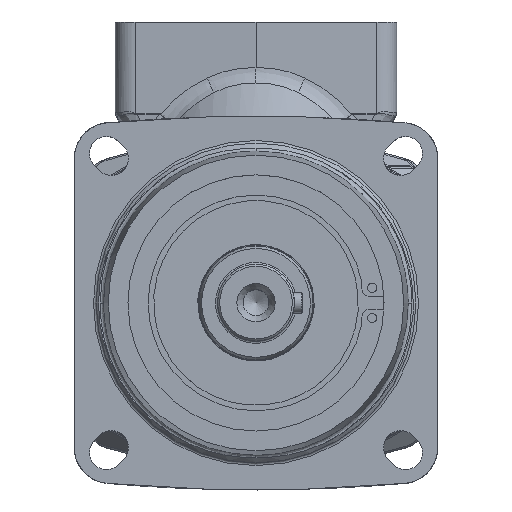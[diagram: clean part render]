
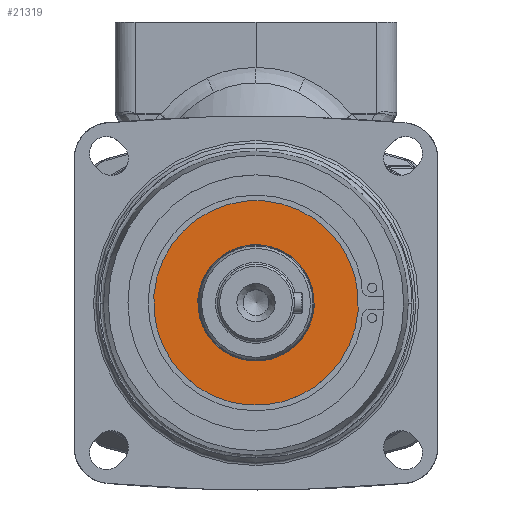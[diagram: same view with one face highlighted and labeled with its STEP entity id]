
A CAD part, top view. The second image highlights one B-rep face of the part: STEP entity #21319.
In plain terms, the highlighted planar face has unit normal (0, 0, 1).
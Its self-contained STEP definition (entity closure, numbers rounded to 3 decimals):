
#107=FACE_BOUND('',#4266,.T.);
#1127=PLANE('',#23172);
#2858=FACE_OUTER_BOUND('',#4265,.T.);
#4265=EDGE_LOOP('',(#16144));
#4266=EDGE_LOOP('',(#16145,#16146));
#7432=CIRCLE('',#23170,40.);
#7433=CIRCLE('',#23173,22.75);
#7434=CIRCLE('',#23174,22.75);
#8981=VERTEX_POINT('',#47408);
#8982=VERTEX_POINT('',#47414);
#8983=VERTEX_POINT('',#47415);
#11549=EDGE_CURVE('',#8981,#8981,#7432,.T.);
#11552=EDGE_CURVE('',#8982,#8983,#7433,.T.);
#11553=EDGE_CURVE('',#8983,#8982,#7434,.T.);
#16144=ORIENTED_EDGE('',*,*,#11549,.T.);
#16145=ORIENTED_EDGE('',*,*,#11552,.F.);
#16146=ORIENTED_EDGE('',*,*,#11553,.F.);
#21319=ADVANCED_FACE('',(#2858,#107),#1127,.T.);
#23170=AXIS2_PLACEMENT_3D('',#47409,#26773,#26774);
#23172=AXIS2_PLACEMENT_3D('',#47413,#26779,#26780);
#23173=AXIS2_PLACEMENT_3D('',#47416,#26781,#26782);
#23174=AXIS2_PLACEMENT_3D('',#47417,#26783,#26784);
#26773=DIRECTION('center_axis',(0.,0.,1.));
#26774=DIRECTION('ref_axis',(0.997,-0.081,0.));
#26779=DIRECTION('center_axis',(0.,0.,1.));
#26780=DIRECTION('ref_axis',(-0.997,0.081,0.));
#26781=DIRECTION('center_axis',(0.,0.,1.));
#26782=DIRECTION('ref_axis',(0.997,-0.081,0.));
#26783=DIRECTION('center_axis',(0.,0.,1.));
#26784=DIRECTION('ref_axis',(0.997,-0.081,0.));
#47408=CARTESIAN_POINT('',(39.868,-3.245,50.));
#47409=CARTESIAN_POINT('Origin',(0.,0.,50.));
#47413=CARTESIAN_POINT('Origin',(0.,0.,50.));
#47414=CARTESIAN_POINT('',(-22.675,1.845,50.));
#47415=CARTESIAN_POINT('',(22.675,-1.845,50.));
#47416=CARTESIAN_POINT('Origin',(0.,0.,50.));
#47417=CARTESIAN_POINT('Origin',(0.,0.,50.));
